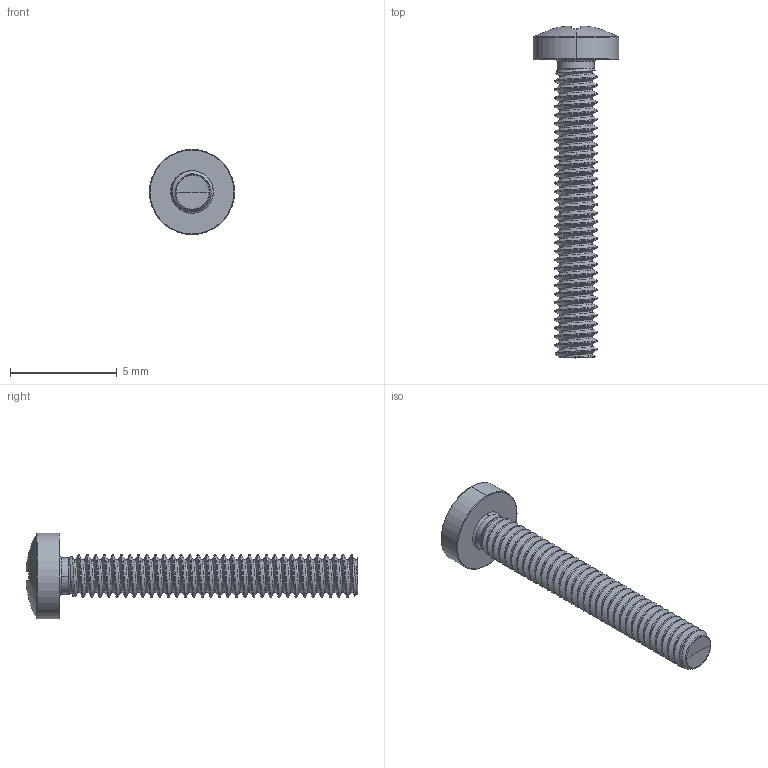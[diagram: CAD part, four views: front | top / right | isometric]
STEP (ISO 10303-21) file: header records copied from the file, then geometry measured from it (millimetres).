
FILE_DESCRIPTION (( 'STEP AP203' ), '1' );
FILE_NAME ('STM320200140.STEP', '2020-12-24T14:21:44', ( '' ), ( '' ), 'SwSTEP 2.0', 'SolidWorks 2015', '' );
FILE_SCHEMA (( 'CONFIG_CONTROL_DESIGN' ));
Products named in the file (2): STM320200140
Bounding box: 4 x 15.58 x 4 mm (x, y, z)
Volume: 49 mm3; surface area: 174.6 mm2
Topology: 1 solids, 1 shells, 228 faces, 558 edges, 331 vertices
Faces by surface type: cylinder 90, bspline 46, torus 33, sphere 28, plane 22, cone 9
Entity records: 30549 total; most frequent: CARTESIAN_POINT 25727, ORIENTED_EDGE 1112, DIRECTION 877, EDGE_CURVE 556, AXIS2_PLACEMENT_3D 380, VERTEX_POINT 331, EDGE_LOOP 229, ADVANCED_FACE 228
